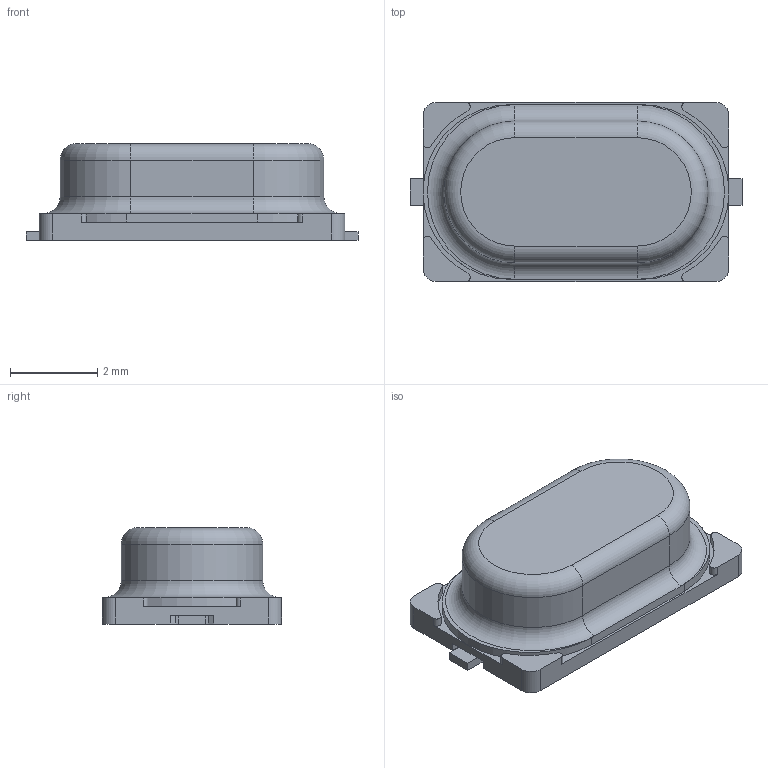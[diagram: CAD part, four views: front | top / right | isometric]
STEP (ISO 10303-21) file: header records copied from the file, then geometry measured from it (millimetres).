
FILE_DESCRIPTION (( 'STEP AP214' ), '1' );
FILE_NAME ('HC49XSMD.STEP', '2021-05-03T13:18:52', ( 'XS' ), ( 'DK' ), 'SwSTEP 2.0', 'SolidWorks 2018', '' );
FILE_SCHEMA (( 'AUTOMOTIVE_DESIGN' ));
Length unit declared in the file: millimetre
Products named in the file (4): HC49XSMD; HC49XSMD_pin; HC49XSMD_cover
Assembly tree (4 placements, depth 2):
  HC49XSMD
    HC49XSMD
    HC49XSMD_cover
    HC49XSMD_pin  x2
Bounding box: 7.6 x 4.1 x 2.22 mm (x, y, z)
Volume: 20.6 mm3; surface area: 172.6 mm2
Topology: 4 solids, 4 shells, 113 faces, 276 edges, 172 vertices
Faces by surface type: plane 71, cylinder 34, torus 8
Entity records: 3104 total; most frequent: CARTESIAN_POINT 530, DIRECTION 528, ORIENTED_EDGE 496, EDGE_CURVE 248, AXIS2_PLACEMENT_3D 178, LINE 172, VECTOR 172, VERTEX_POINT 156
